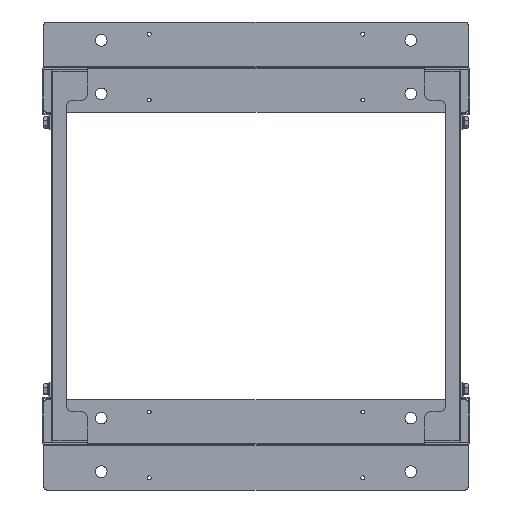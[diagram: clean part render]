
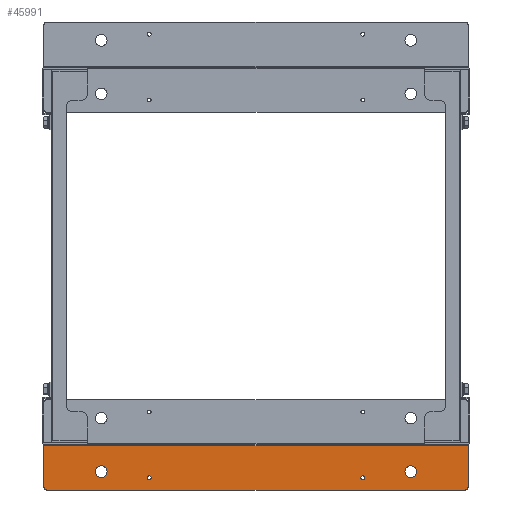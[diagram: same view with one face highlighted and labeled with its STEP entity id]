
A CAD part, front view. The second image highlights one B-rep face of the part: STEP entity #45991.
In plain terms, the highlighted planar face has unit normal (0, -1, 0).
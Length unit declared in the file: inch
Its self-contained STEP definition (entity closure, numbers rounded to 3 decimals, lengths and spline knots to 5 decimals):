
#18 = CIRCLE ( 'NONE', #47602, 0.12795 ) ;
#1021 = ORIENTED_EDGE ( 'NONE', *, *, #19565, .T. ) ;
#1027 = CARTESIAN_POINT ( 'NONE',  ( 1.77165, 0., -10.33366 ) ) ;
#1065 = FACE_BOUND ( 'NONE', #19217, .T. ) ;
#1323 = ORIENTED_EDGE ( 'NONE', *, *, #39100, .T. ) ;
#1596 = CIRCLE ( 'NONE', #47556, 0.12795 ) ;
#1711 = CARTESIAN_POINT ( 'NONE',  ( 2.16535, 0., -7.00787 ) ) ;
#1758 = EDGE_CURVE ( 'NONE', #18185, #34919, #23035, .T. ) ;
#1865 = ORIENTED_EDGE ( 'NONE', *, *, #33224, .T. ) ;
#1946 = DIRECTION ( 'NONE',  ( 0., 0., -1. ) ) ;
#2381 = ORIENTED_EDGE ( 'NONE', *, *, #50237, .F. ) ;
#2400 = ORIENTED_EDGE ( 'NONE', *, *, #12983, .T. ) ;
#2570 = CARTESIAN_POINT ( 'NONE',  ( 2.16535, 0., 6.87992 ) ) ;
#2685 = VERTEX_POINT ( 'NONE', #21553 ) ;
#2979 = CARTESIAN_POINT ( 'NONE',  ( 2.16535, 0., 7.00787 ) ) ;
#3371 = DIRECTION ( 'NONE',  ( 0., 1., 0. ) ) ;
#3464 = DIRECTION ( 'NONE',  ( 0., 1., 0. ) ) ;
#3645 = CARTESIAN_POINT ( 'NONE',  ( 2.75591, 0., 13.45472 ) ) ;
#3676 = DIRECTION ( 'NONE',  ( -1., 0., 0. ) ) ;
#5429 = FACE_BOUND ( 'NONE', #16720, .T. ) ;
#5721 = CIRCLE ( 'NONE', #34454, 0.375 ) ;
#5826 = EDGE_CURVE ( 'NONE', #40055, #18449, #18, .T. ) ;
#7512 = DIRECTION ( 'NONE',  ( 0., 0., -1. ) ) ;
#8377 = CARTESIAN_POINT ( 'NONE',  ( 2.16535, 0., 6.75197 ) ) ;
#9139 = DIRECTION ( 'NONE',  ( 0., 1., 0. ) ) ;
#10120 = CARTESIAN_POINT ( 'NONE',  ( 2.16535, 0., -6.87992 ) ) ;
#10359 = VERTEX_POINT ( 'NONE', #1027 ) ;
#10890 = CARTESIAN_POINT ( 'NONE',  ( 2.95276, 0., 13.45472 ) ) ;
#10926 = EDGE_CURVE ( 'NONE', #26229, #48132, #1596, .T. ) ;
#10927 = CIRCLE ( 'NONE', #22459, 0.19685 ) ;
#11080 = ORIENTED_EDGE ( 'NONE', *, *, #5826, .T. ) ;
#12238 = VERTEX_POINT ( 'NONE', #14546 ) ;
#12282 = CIRCLE ( 'NONE', #45929, 0.19685 ) ;
#12339 = ORIENTED_EDGE ( 'NONE', *, *, #42066, .T. ) ;
#12983 = EDGE_CURVE ( 'NONE', #18449, #40055, #19011, .T. ) ;
#13378 = DIRECTION ( 'NONE',  ( 0., 1., 0. ) ) ;
#13670 = CIRCLE ( 'NONE', #44847, 0.375 ) ;
#13703 = CARTESIAN_POINT ( 'NONE',  ( 1.77165, 0., 9.95866 ) ) ;
#13876 = AXIS2_PLACEMENT_3D ( 'NONE', #49482, #3464, #18897 ) ;
#13958 = DIRECTION ( 'NONE',  ( 0., 0., 1. ) ) ;
#14412 = DIRECTION ( 'NONE',  ( 0., 0., -1. ) ) ;
#14546 = CARTESIAN_POINT ( 'NONE',  ( 1.77165, 0., 10.33366 ) ) ;
#14741 = LINE ( 'NONE', #35323, #25911 ) ;
#14802 = CARTESIAN_POINT ( 'NONE',  ( 2.16535, 0., 6.87992 ) ) ;
#15699 = AXIS2_PLACEMENT_3D ( 'NONE', #2570, #45722, #17711 ) ;
#16072 = VERTEX_POINT ( 'NONE', #28861 ) ;
#16720 = EDGE_LOOP ( 'NONE', ( #11080, #2400 ) ) ;
#17003 = EDGE_CURVE ( 'NONE', #34919, #18815, #36681, .T. ) ;
#17056 = DIRECTION ( 'NONE',  ( 0., 1., 0. ) ) ;
#17248 = CARTESIAN_POINT ( 'NONE',  ( 0., 0., 13.65157 ) ) ;
#17288 = AXIS2_PLACEMENT_3D ( 'NONE', #44344, #9139, #24823 ) ;
#17514 = CARTESIAN_POINT ( 'NONE',  ( 2.75591, 0., 13.65157 ) ) ;
#17711 = DIRECTION ( 'NONE',  ( 0., 0., -1. ) ) ;
#18141 = CARTESIAN_POINT ( 'NONE',  ( 2.16535, 0., -6.87992 ) ) ;
#18185 = VERTEX_POINT ( 'NONE', #31323 ) ;
#18449 = VERTEX_POINT ( 'NONE', #2979 ) ;
#18514 = VERTEX_POINT ( 'NONE', #10890 ) ;
#18750 = ORIENTED_EDGE ( 'NONE', *, *, #1758, .F. ) ;
#18815 = VERTEX_POINT ( 'NONE', #17514 ) ;
#18897 = DIRECTION ( 'NONE',  ( 0., 0., 1. ) ) ;
#19011 = CIRCLE ( 'NONE', #15699, 0.12795 ) ;
#19217 = EDGE_LOOP ( 'NONE', ( #12339, #50799 ) ) ;
#19407 = DIRECTION ( 'NONE',  ( 0., 0., 1. ) ) ;
#19565 = EDGE_CURVE ( 'NONE', #12238, #22671, #20615, .T. ) ;
#20615 = CIRCLE ( 'NONE', #17288, 0.375 ) ;
#21116 = PLANE ( 'NONE',  #48923 ) ;
#21553 = CARTESIAN_POINT ( 'NONE',  ( 2.75591, 0., -13.65157 ) ) ;
#22130 = CIRCLE ( 'NONE', #13876, 0.375 ) ;
#22459 = AXIS2_PLACEMENT_3D ( 'NONE', #3645, #46823, #7512 ) ;
#22671 = VERTEX_POINT ( 'NONE', #31165 ) ;
#22720 = DIRECTION ( 'NONE',  ( 0., 1., 0. ) ) ;
#22978 = DIRECTION ( 'NONE',  ( 0., 0., -1. ) ) ;
#23035 = LINE ( 'NONE', #23796, #34999 ) ;
#23223 = CARTESIAN_POINT ( 'NONE',  ( 1.77165, 0., -9.95866 ) ) ;
#23371 = ORIENTED_EDGE ( 'NONE', *, *, #39084, .F. ) ;
#23796 = CARTESIAN_POINT ( 'NONE',  ( 0.11024, 0., 13.65157 ) ) ;
#23976 = EDGE_CURVE ( 'NONE', #18815, #18514, #10927, .T. ) ;
#24799 = VERTEX_POINT ( 'NONE', #30293 ) ;
#24823 = DIRECTION ( 'NONE',  ( 0., 0., 1. ) ) ;
#24874 = EDGE_LOOP ( 'NONE', ( #1865, #1323 ) ) ;
#25911 = VECTOR ( 'NONE', #3676, 39.37008 ) ;
#26032 = VECTOR ( 'NONE', #22978, 39.37008 ) ;
#26229 = VERTEX_POINT ( 'NONE', #34839 ) ;
#26582 = LINE ( 'NONE', #42758, #26032 ) ;
#26638 = EDGE_LOOP ( 'NONE', ( #1021, #50111 ) ) ;
#28214 = DIRECTION ( 'NONE',  ( 1., 0., 0. ) ) ;
#28322 = FACE_BOUND ( 'NONE', #24874, .T. ) ;
#28861 = CARTESIAN_POINT ( 'NONE',  ( 1.77165, 0., -9.58366 ) ) ;
#29929 = DIRECTION ( 'NONE',  ( 0., 0., -1. ) ) ;
#30293 = CARTESIAN_POINT ( 'NONE',  ( 2.95276, 0., -13.45472 ) ) ;
#30734 = DIRECTION ( 'NONE',  ( 0., 1., 0. ) ) ;
#30815 = CARTESIAN_POINT ( 'NONE',  ( 0.11024, 0., 13.65157 ) ) ;
#31067 = ORIENTED_EDGE ( 'NONE', *, *, #38008, .F. ) ;
#31165 = CARTESIAN_POINT ( 'NONE',  ( 1.77165, 0., 9.58366 ) ) ;
#31323 = CARTESIAN_POINT ( 'NONE',  ( 0.11024, 0., -13.65157 ) ) ;
#33224 = EDGE_CURVE ( 'NONE', #16072, #10359, #22130, .T. ) ;
#33550 = EDGE_CURVE ( 'NONE', #22671, #12238, #5721, .T. ) ;
#34340 = DIRECTION ( 'NONE',  ( 0., 1., 0. ) ) ;
#34454 = AXIS2_PLACEMENT_3D ( 'NONE', #13703, #17056, #13958 ) ;
#34839 = CARTESIAN_POINT ( 'NONE',  ( 2.16535, 0., -6.75197 ) ) ;
#34919 = VERTEX_POINT ( 'NONE', #30815 ) ;
#34999 = VECTOR ( 'NONE', #19407, 39.37008 ) ;
#35323 = CARTESIAN_POINT ( 'NONE',  ( 0.09843, 0., -13.65157 ) ) ;
#36294 = ORIENTED_EDGE ( 'NONE', *, *, #23976, .F. ) ;
#36681 = LINE ( 'NONE', #48486, #38056 ) ;
#38008 = EDGE_CURVE ( 'NONE', #2685, #18185, #14741, .T. ) ;
#38056 = VECTOR ( 'NONE', #28214, 39.37008 ) ;
#38396 = DIRECTION ( 'NONE',  ( 0., 0., 1. ) ) ;
#38629 = EDGE_LOOP ( 'NONE', ( #36294, #46692, #18750, #31067, #2381, #23371 ) ) ;
#39084 = EDGE_CURVE ( 'NONE', #18514, #24799, #26582, .T. ) ;
#39100 = EDGE_CURVE ( 'NONE', #10359, #16072, #13670, .T. ) ;
#39731 = AXIS2_PLACEMENT_3D ( 'NONE', #18141, #34340, #1946 ) ;
#40055 = VERTEX_POINT ( 'NONE', #8377 ) ;
#40635 = FACE_BOUND ( 'NONE', #26638, .T. ) ;
#41917 = DIRECTION ( 'NONE',  ( 0., 0., 1. ) ) ;
#42066 = EDGE_CURVE ( 'NONE', #48132, #26229, #46607, .T. ) ;
#42758 = CARTESIAN_POINT ( 'NONE',  ( 2.95276, 0., 13.65157 ) ) ;
#44344 = CARTESIAN_POINT ( 'NONE',  ( 1.77165, 0., 9.95866 ) ) ;
#44847 = AXIS2_PLACEMENT_3D ( 'NONE', #23223, #22720, #38396 ) ;
#45577 = DIRECTION ( 'NONE',  ( 0., 1., 0. ) ) ;
#45722 = DIRECTION ( 'NONE',  ( 0., 1., 0. ) ) ;
#45929 = AXIS2_PLACEMENT_3D ( 'NONE', #46529, #3371, #14412 ) ;
#45991 = ADVANCED_FACE ( 'NONE', ( #47833, #28322, #40635, #1065, #5429 ), #21116, .F. ) ;
#46383 = DIRECTION ( 'NONE',  ( 0., 0., -1. ) ) ;
#46529 = CARTESIAN_POINT ( 'NONE',  ( 2.75591, 0., -13.45472 ) ) ;
#46607 = CIRCLE ( 'NONE', #39731, 0.12795 ) ;
#46692 = ORIENTED_EDGE ( 'NONE', *, *, #17003, .F. ) ;
#46823 = DIRECTION ( 'NONE',  ( 0., 1., 0. ) ) ;
#47556 = AXIS2_PLACEMENT_3D ( 'NONE', #10120, #45577, #29929 ) ;
#47602 = AXIS2_PLACEMENT_3D ( 'NONE', #14802, #30734, #46383 ) ;
#47833 = FACE_OUTER_BOUND ( 'NONE', #38629, .T. ) ;
#48132 = VERTEX_POINT ( 'NONE', #1711 ) ;
#48486 = CARTESIAN_POINT ( 'NONE',  ( 0.11024, 0., 13.65157 ) ) ;
#48923 = AXIS2_PLACEMENT_3D ( 'NONE', #17248, #13378, #41917 ) ;
#49482 = CARTESIAN_POINT ( 'NONE',  ( 1.77165, 0., -9.95866 ) ) ;
#50111 = ORIENTED_EDGE ( 'NONE', *, *, #33550, .T. ) ;
#50237 = EDGE_CURVE ( 'NONE', #24799, #2685, #12282, .T. ) ;
#50799 = ORIENTED_EDGE ( 'NONE', *, *, #10926, .T. ) ;
